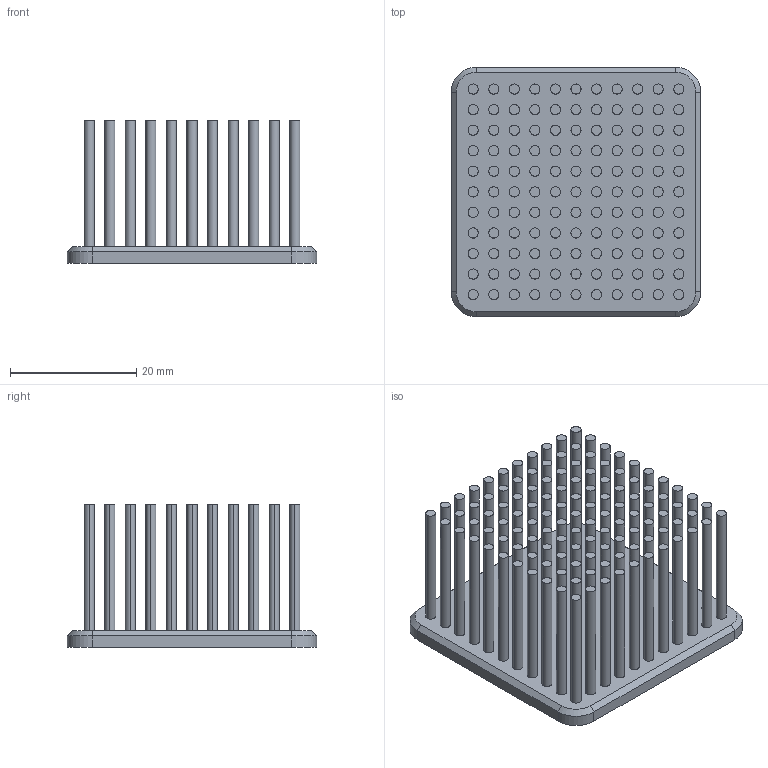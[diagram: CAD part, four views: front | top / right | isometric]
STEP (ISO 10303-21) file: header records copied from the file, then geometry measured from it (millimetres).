
FILE_DESCRIPTION(('FreeCAD Model'),'2;1');
FILE_NAME('910-40-2-23-X-B-0.STEP','2020-08-21T17:21:02',('Author'),('') ,'Open CASCADE STEP processor 7.3','FreeCAD','Unknown');
FILE_SCHEMA(('AUTOMOTIVE_DESIGN { 1 0 10303 214 1 1 1 1 }'));
Length unit declared in the file: millimetre
Products named in the file (1): _10_40_2_23_X_B_0
Bounding box: 39.6 x 39.6 x 22.6 mm (x, y, z)
Volume: 8859.3 mm3; surface area: 15595.2 mm2
Topology: 1 solids, 1 shells, 381 faces, 766 edges, 508 vertices
Faces by surface type: cylinder 246, plane 131, cone 4
Entity records: 21615 total; most frequent: CARTESIAN_POINT 6116, DIRECTION 3070, ORIENTED_EDGE 1532, PCURVE 1532, DEFINITIONAL_REPRESENTATION 1532, LINE 1310, VECTOR 1310, AXIS2_PLACEMENT_3D 878
